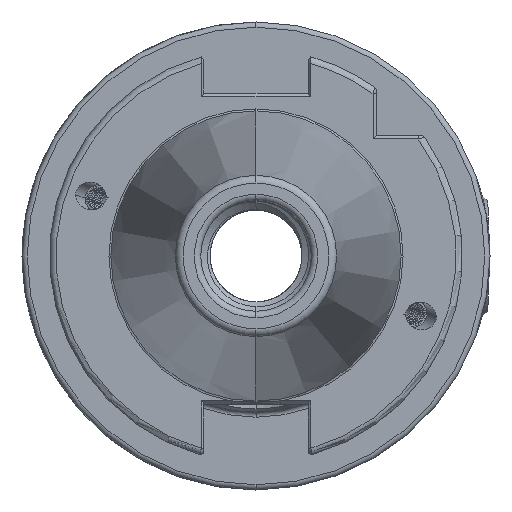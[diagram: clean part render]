
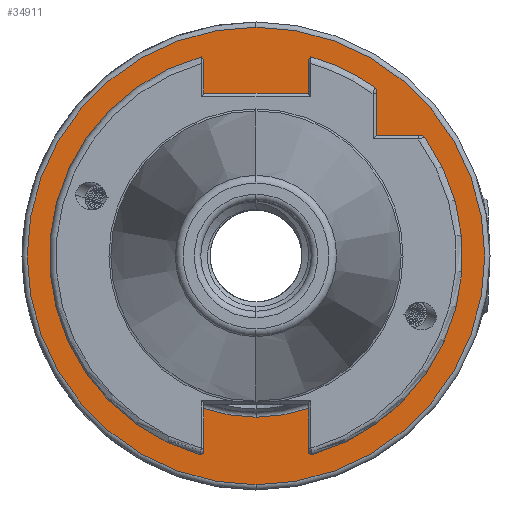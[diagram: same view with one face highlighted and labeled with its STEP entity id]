
A CAD part, left-side view. The second image highlights one B-rep face of the part: STEP entity #34911.
In plain terms, the highlighted planar face has unit normal (-1, 0, 0).
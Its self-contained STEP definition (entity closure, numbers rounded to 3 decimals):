
#682 = EDGE_CURVE ( 'NONE', #16108, #16163, #1240, .T. ) ;
#884 = AXIS2_PLACEMENT_3D ( 'NONE', #32421, #32430, #32423 ) ;
#1091 = EDGE_CURVE ( 'NONE', #16477, #16455, #6770, .T. ) ;
#1240 = CIRCLE ( 'NONE', #884, 24.8 ) ;
#1501 = EDGE_LOOP ( 'NONE', ( #2917, #2970 ) ) ;
#1506 = EDGE_LOOP ( 'NONE', ( #2995, #2899 ) ) ;
#2899 = ORIENTED_EDGE ( 'NONE', *, *, #5757, .T. ) ;
#2917 = ORIENTED_EDGE ( 'NONE', *, *, #1091, .T. ) ;
#2970 = ORIENTED_EDGE ( 'NONE', *, *, #20725, .T. ) ;
#2995 = ORIENTED_EDGE ( 'NONE', *, *, #682, .T. ) ;
#3698 = CARTESIAN_POINT ( 'NONE',  ( 31.8, 0., -24.8 ) ) ;
#3786 = CARTESIAN_POINT ( 'NONE',  ( 31.8, 0., 24.8 ) ) ;
#4127 = CARTESIAN_POINT ( 'NONE',  ( 31.8, 0., 35.2 ) ) ;
#4135 = CARTESIAN_POINT ( 'NONE',  ( 31.8, 0., -35.2 ) ) ;
#5757 = EDGE_CURVE ( 'NONE', #16163, #16108, #6839, .T. ) ;
#6770 = CIRCLE ( 'NONE', #10935, 35.2 ) ;
#6839 = CIRCLE ( 'NONE', #10956, 24.8 ) ;
#7394 = FACE_BOUND ( 'NONE', #1506, .T. ) ;
#7421 = FACE_OUTER_BOUND ( 'NONE', #1501, .T. ) ;
#10295 = DIRECTION ( 'NONE',  ( -1., 0., 0. ) ) ;
#10308 = CARTESIAN_POINT ( 'NONE',  ( 31.8, 0., 0. ) ) ;
#10312 = DIRECTION ( 'NONE',  ( 0., 0., -1. ) ) ;
#10446 = AXIS2_PLACEMENT_3D ( 'NONE', #35210, #35245, #35225 ) ;
#10696 = AXIS2_PLACEMENT_3D ( 'NONE', #26982, #26959, #26958 ) ;
#10935 = AXIS2_PLACEMENT_3D ( 'NONE', #10308, #10295, #10312 ) ;
#10956 = AXIS2_PLACEMENT_3D ( 'NONE', #14687, #14673, #14635 ) ;
#14635 = DIRECTION ( 'NONE',  ( 0., 0., -1. ) ) ;
#14673 = DIRECTION ( 'NONE',  ( 1., 0., 0. ) ) ;
#14687 = CARTESIAN_POINT ( 'NONE',  ( 31.8, 0., 0. ) ) ;
#16108 = VERTEX_POINT ( 'NONE', #3698 ) ;
#16163 = VERTEX_POINT ( 'NONE', #3786 ) ;
#16455 = VERTEX_POINT ( 'NONE', #4127 ) ;
#16477 = VERTEX_POINT ( 'NONE', #4135 ) ;
#20725 = EDGE_CURVE ( 'NONE', #16455, #16477, #38906, .T. ) ;
#26958 = DIRECTION ( 'NONE',  ( 0., 0., -1. ) ) ;
#26959 = DIRECTION ( 'NONE',  ( 1., 0., 0. ) ) ;
#26964 = PLANE ( 'NONE',  #10696 ) ;
#26982 = CARTESIAN_POINT ( 'NONE',  ( 31.8, 24., 0. ) ) ;
#32421 = CARTESIAN_POINT ( 'NONE',  ( 31.8, 0., 0. ) ) ;
#32423 = DIRECTION ( 'NONE',  ( 0., 0., -1. ) ) ;
#32430 = DIRECTION ( 'NONE',  ( 1., 0., 0. ) ) ;
#34911 = ADVANCED_FACE ( 'NONE', ( #7421, #7394 ), #26964, .F. ) ;
#35210 = CARTESIAN_POINT ( 'NONE',  ( 31.8, 0., 0. ) ) ;
#35225 = DIRECTION ( 'NONE',  ( 0., 0., -1. ) ) ;
#35245 = DIRECTION ( 'NONE',  ( -1., 0., 0. ) ) ;
#38906 = CIRCLE ( 'NONE', #10446, 35.2 ) ;
